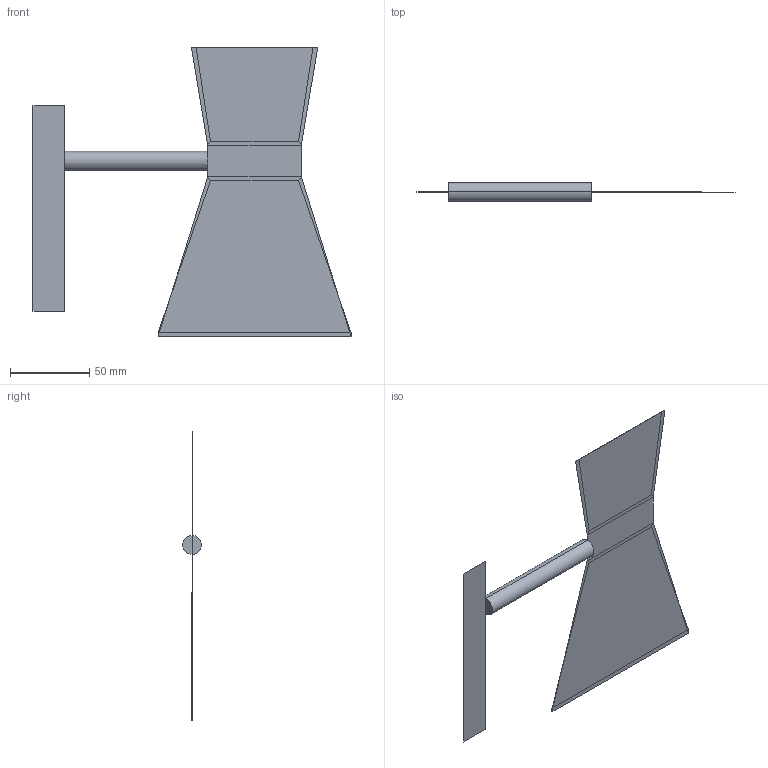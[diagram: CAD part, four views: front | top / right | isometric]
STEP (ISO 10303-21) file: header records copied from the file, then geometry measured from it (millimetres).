
FILE_DESCRIPTION(/* description */ (''),/* implementation_level */ '2;1');
FILE_NAME(/* name */ '1744.17_Fifty_parete',/* time_stamp */ '2023-01-11T18:22:57+01:00',/* author */ (''),/* organization */ (''),/* preprocessor_version */ 'ST-DEVELOPER v16.5',/* originating_system */ 'Rhino 7.15',/* authorisation */ '');
FILE_SCHEMA (('CONFIG_CONTROL_DESIGN'));
Length unit declared in the file: millimetre
Products named in the file (1): Document
Bounding box: 200.97 x 11.98 x 183.21 mm (x, y, z)
Surface area: 158397.1 mm2
Topology: 4 solids, 6 shells, 29 faces, 70 edges, 51 vertices
Faces by surface type: bspline 18, cylinder 8, plane 3
Entity records: 1196 total; most frequent: CARTESIAN_POINT 760, ORIENTED_EDGE 105, EDGE_CURVE 55, VERTEX_POINT 31, ADVANCED_FACE 29, FACE_OUTER_BOUND 29, EDGE_LOOP 29, DIRECTION 20
